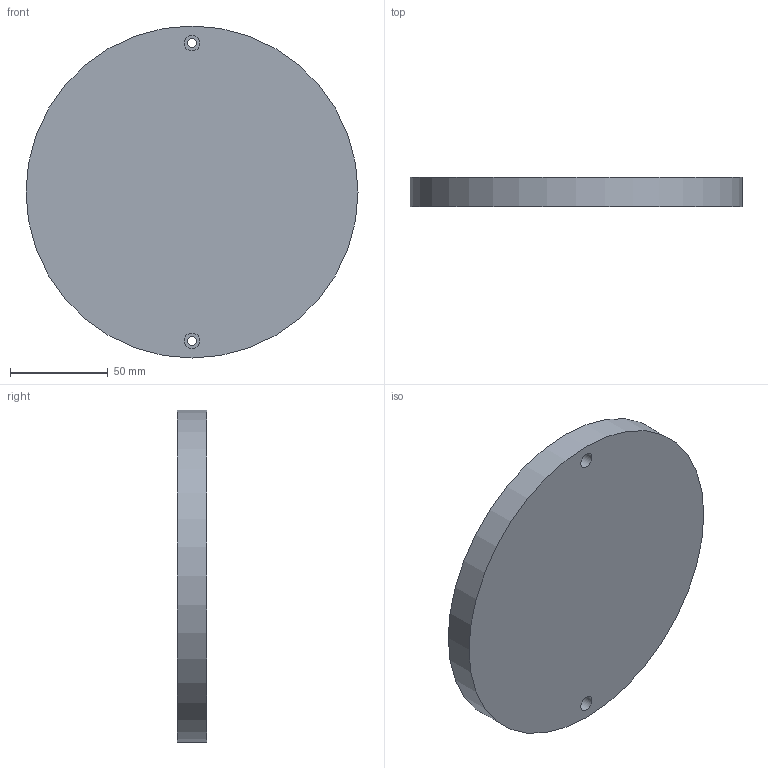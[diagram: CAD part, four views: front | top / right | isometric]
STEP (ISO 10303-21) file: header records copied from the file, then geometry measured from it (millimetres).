
FILE_DESCRIPTION(/* description */ (''),/* implementation_level */ '2;1');
FILE_NAME(/* name */ 'substrate plate.stp',/* time_stamp */ '2024-12-13T17:03:22-05:00',/* author */ ('mayhe'),/* organization */ (''),/* preprocessor_version */ 'ST-DEVELOPER v20',/* originating_system */ 'Autodesk Inventor 2025',/* authorisation */ '');
FILE_SCHEMA (('AUTOMOTIVE_DESIGN { 1 0 10303 214 3 1 1 }'));
Length unit declared in the file: millimetre
Products named in the file (1): substrate plate
Bounding box: 169.5 x 15 x 169.5 mm (x, y, z)
Volume: 337168.5 mm3; surface area: 53741.3 mm2
Topology: 1 solids, 1 shells, 9 faces, 15 edges, 10 vertices
Faces by surface type: cylinder 5, plane 4
Full cylindrical faces by diameter (mm): 4.5 x2, 8 x2, 169.5 x1
Entity records: 270 total; most frequent: DIRECTION 45, CARTESIAN_POINT 35, ORIENTED_EDGE 30, AXIS2_PLACEMENT_3D 20, EDGE_LOOP 15, EDGE_CURVE 15, CIRCLE 10, VERTEX_POINT 10
